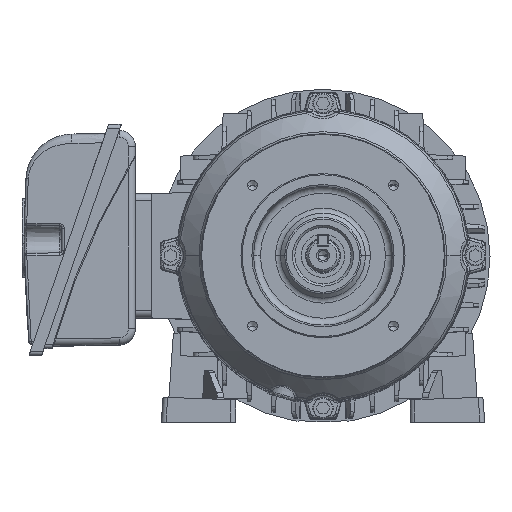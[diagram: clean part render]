
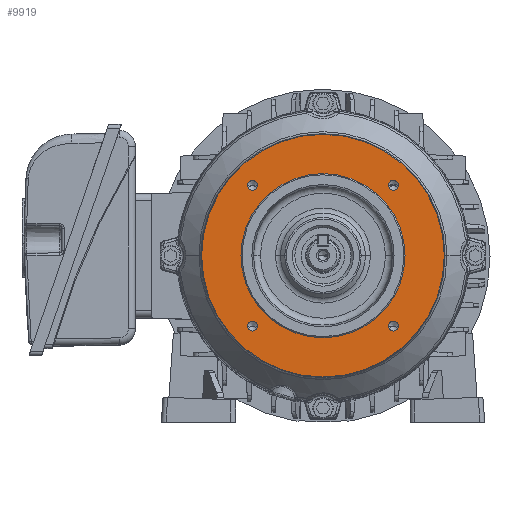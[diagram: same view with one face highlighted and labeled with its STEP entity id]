
A CAD part, top view. The second image highlights one B-rep face of the part: STEP entity #9919.
In plain terms, the highlighted face is planar.
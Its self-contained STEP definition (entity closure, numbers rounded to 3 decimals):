
#171 = DIRECTION ( 'NONE',  ( -1., 0., 0. ) ) ;
#224 = VERTEX_POINT ( 'NONE', #34026 ) ;
#650 = CARTESIAN_POINT ( 'NONE',  ( 3.5, 30.052, -30.052 ) ) ;
#854 = CARTESIAN_POINT ( 'NONE',  ( 3.5, -30.052, 30.052 ) ) ;
#3344 = ORIENTED_EDGE ( 'NONE', *, *, #21030, .T. ) ;
#5800 = AXIS2_PLACEMENT_3D ( 'NONE', #650, #171, #44025 ) ;
#5818 = DIRECTION ( 'NONE',  ( 1., 0., 0. ) ) ;
#7052 = AXIS2_PLACEMENT_3D ( 'NONE', #65857, #54724, #55186 ) ;
#7104 = EDGE_LOOP ( 'NONE', ( #3344, #37508 ) ) ;
#7426 = AXIS2_PLACEMENT_3D ( 'NONE', #45138, #12469, #29641 ) ;
#7541 = DIRECTION ( 'NONE',  ( 0., 0., -1. ) ) ;
#7749 = FACE_BOUND ( 'NONE', #10066, .T. ) ;
#7975 = PLANE ( 'NONE',  #17324 ) ;
#8306 = CARTESIAN_POINT ( 'NONE',  ( 3.5, -30.052, -30.052 ) ) ;
#8414 = ORIENTED_EDGE ( 'NONE', *, *, #43985, .F. ) ;
#8445 = DIRECTION ( 'NONE',  ( 0., 0., -1. ) ) ;
#8713 = EDGE_CURVE ( 'NONE', #14591, #45544, #69916, .T. ) ;
#9919 = ADVANCED_FACE ( 'NONE', ( #43583, #52049, #17114, #7749, #66446, #23967 ), #7975, .F. ) ;
#10066 = EDGE_LOOP ( 'NONE', ( #29951, #34931 ) ) ;
#11110 = CARTESIAN_POINT ( 'NONE',  ( 3.5, 0., -51.767 ) ) ;
#12374 = ORIENTED_EDGE ( 'NONE', *, *, #12425, .F. ) ;
#12425 = EDGE_CURVE ( 'NONE', #34875, #28329, #54424, .T. ) ;
#12469 = DIRECTION ( 'NONE',  ( -1., 0., 0. ) ) ;
#12750 = CARTESIAN_POINT ( 'NONE',  ( 3.5, 30.052, -30.052 ) ) ;
#14591 = VERTEX_POINT ( 'NONE', #24007 ) ;
#14791 = EDGE_LOOP ( 'NONE', ( #22832, #56042 ) ) ;
#15162 = DIRECTION ( 'NONE',  ( 0., 0., 1. ) ) ;
#15412 = AXIS2_PLACEMENT_3D ( 'NONE', #55699, #27903, #23111 ) ;
#15469 = AXIS2_PLACEMENT_3D ( 'NONE', #27333, #65371, #32817 ) ;
#16949 = VERTEX_POINT ( 'NONE', #62826 ) ;
#17114 = FACE_BOUND ( 'NONE', #18773, .T. ) ;
#17324 = AXIS2_PLACEMENT_3D ( 'NONE', #19386, #56766, #8445 ) ;
#18773 = EDGE_LOOP ( 'NONE', ( #63753, #8414 ) ) ;
#19386 = CARTESIAN_POINT ( 'NONE',  ( 3.5, 35., 0. ) ) ;
#19860 = CARTESIAN_POINT ( 'NONE',  ( 3.5, -30.052, 27.952 ) ) ;
#21030 = EDGE_CURVE ( 'NONE', #53201, #29673, #37747, .T. ) ;
#21080 = CARTESIAN_POINT ( 'NONE',  ( 3.5, -30.052, -32.152 ) ) ;
#21650 = CIRCLE ( 'NONE', #52646, 2.1 ) ;
#22334 = DIRECTION ( 'NONE',  ( 0., 0., 1. ) ) ;
#22832 = ORIENTED_EDGE ( 'NONE', *, *, #31638, .T. ) ;
#23111 = DIRECTION ( 'NONE',  ( 0., 0., 1. ) ) ;
#23383 = AXIS2_PLACEMENT_3D ( 'NONE', #12750, #56310, #66988 ) ;
#23967 = FACE_BOUND ( 'NONE', #14791, .T. ) ;
#24007 = CARTESIAN_POINT ( 'NONE',  ( 3.5, 0., 35. ) ) ;
#24253 = CARTESIAN_POINT ( 'NONE',  ( 3.5, -30.052, -30.052 ) ) ;
#24275 = DIRECTION ( 'NONE',  ( -1., 0., 0. ) ) ;
#24835 = DIRECTION ( 'NONE',  ( -1., 0., 0. ) ) ;
#25172 = EDGE_CURVE ( 'NONE', #29673, #53201, #63765, .T. ) ;
#25212 = CARTESIAN_POINT ( 'NONE',  ( 3.5, -30.052, -27.952 ) ) ;
#25525 = CARTESIAN_POINT ( 'NONE',  ( 3.5, -30.052, 30.052 ) ) ;
#25981 = EDGE_CURVE ( 'NONE', #16949, #224, #56895, .T. ) ;
#27333 = CARTESIAN_POINT ( 'NONE',  ( 3.5, 30.052, 30.052 ) ) ;
#27903 = DIRECTION ( 'NONE',  ( -1., 0., 0. ) ) ;
#28150 = CARTESIAN_POINT ( 'NONE',  ( 3.5, 0., 51.767 ) ) ;
#28329 = VERTEX_POINT ( 'NONE', #41806 ) ;
#29641 = DIRECTION ( 'NONE',  ( 0., 0., -1. ) ) ;
#29673 = VERTEX_POINT ( 'NONE', #28150 ) ;
#29951 = ORIENTED_EDGE ( 'NONE', *, *, #40989, .F. ) ;
#30765 = DIRECTION ( 'NONE',  ( 0., 0., 1. ) ) ;
#31638 = EDGE_CURVE ( 'NONE', #45544, #14591, #61687, .T. ) ;
#32817 = DIRECTION ( 'NONE',  ( 0., 0., 1. ) ) ;
#32983 = CARTESIAN_POINT ( 'NONE',  ( 3.5, 0., 0. ) ) ;
#34026 = CARTESIAN_POINT ( 'NONE',  ( 3.5, 30.052, 27.952 ) ) ;
#34875 = VERTEX_POINT ( 'NONE', #49767 ) ;
#34931 = ORIENTED_EDGE ( 'NONE', *, *, #65376, .F. ) ;
#35211 = DIRECTION ( 'NONE',  ( -1., 0., 0. ) ) ;
#35506 = AXIS2_PLACEMENT_3D ( 'NONE', #35662, #52070, #7541 ) ;
#35662 = CARTESIAN_POINT ( 'NONE',  ( 3.5, 0., 0. ) ) ;
#36765 = CIRCLE ( 'NONE', #52233, 2.1 ) ;
#37508 = ORIENTED_EDGE ( 'NONE', *, *, #25172, .T. ) ;
#37747 = CIRCLE ( 'NONE', #7426, 51.767 ) ;
#38780 = DIRECTION ( 'NONE',  ( -1., 0., 0. ) ) ;
#39227 = VERTEX_POINT ( 'NONE', #64025 ) ;
#39859 = EDGE_CURVE ( 'NONE', #39227, #58187, #21650, .T. ) ;
#40989 = EDGE_CURVE ( 'NONE', #44589, #63013, #66732, .T. ) ;
#41806 = CARTESIAN_POINT ( 'NONE',  ( 3.5, 30.052, -27.952 ) ) ;
#43583 = FACE_BOUND ( 'NONE', #45902, .T. ) ;
#43938 = DIRECTION ( 'NONE',  ( 0., 0., -1. ) ) ;
#43985 = EDGE_CURVE ( 'NONE', #58187, #39227, #47729, .T. ) ;
#44025 = DIRECTION ( 'NONE',  ( 0., 0., 1. ) ) ;
#44589 = VERTEX_POINT ( 'NONE', #25212 ) ;
#44627 = EDGE_CURVE ( 'NONE', #224, #16949, #45179, .T. ) ;
#44985 = EDGE_LOOP ( 'NONE', ( #65532, #57951 ) ) ;
#45138 = CARTESIAN_POINT ( 'NONE',  ( 3.5, 0., 0. ) ) ;
#45170 = CARTESIAN_POINT ( 'NONE',  ( 3.5, 0., -35. ) ) ;
#45179 = CIRCLE ( 'NONE', #15469, 2.1 ) ;
#45544 = VERTEX_POINT ( 'NONE', #45170 ) ;
#45902 = EDGE_LOOP ( 'NONE', ( #63568, #12374 ) ) ;
#47729 = CIRCLE ( 'NONE', #51493, 2.1 ) ;
#49767 = CARTESIAN_POINT ( 'NONE',  ( 3.5, 30.052, -32.152 ) ) ;
#51493 = AXIS2_PLACEMENT_3D ( 'NONE', #25525, #24835, #30765 ) ;
#52049 = FACE_BOUND ( 'NONE', #44985, .T. ) ;
#52070 = DIRECTION ( 'NONE',  ( -1., 0., 0. ) ) ;
#52233 = AXIS2_PLACEMENT_3D ( 'NONE', #8306, #24275, #68011 ) ;
#52646 = AXIS2_PLACEMENT_3D ( 'NONE', #854, #38780, #22334 ) ;
#53201 = VERTEX_POINT ( 'NONE', #11110 ) ;
#54424 = CIRCLE ( 'NONE', #23383, 2.1 ) ;
#54724 = DIRECTION ( 'NONE',  ( 1., 0., 0. ) ) ;
#55186 = DIRECTION ( 'NONE',  ( 0., 0., -1. ) ) ;
#55699 = CARTESIAN_POINT ( 'NONE',  ( 3.5, 30.052, 30.052 ) ) ;
#56042 = ORIENTED_EDGE ( 'NONE', *, *, #8713, .T. ) ;
#56310 = DIRECTION ( 'NONE',  ( -1., 0., 0. ) ) ;
#56766 = DIRECTION ( 'NONE',  ( 1., 0., 0. ) ) ;
#56895 = CIRCLE ( 'NONE', #15412, 2.1 ) ;
#56924 = AXIS2_PLACEMENT_3D ( 'NONE', #32983, #5818, #43938 ) ;
#57951 = ORIENTED_EDGE ( 'NONE', *, *, #44627, .F. ) ;
#58187 = VERTEX_POINT ( 'NONE', #19860 ) ;
#59856 = EDGE_CURVE ( 'NONE', #28329, #34875, #65382, .T. ) ;
#61379 = AXIS2_PLACEMENT_3D ( 'NONE', #24253, #35211, #15162 ) ;
#61687 = CIRCLE ( 'NONE', #7052, 35. ) ;
#62826 = CARTESIAN_POINT ( 'NONE',  ( 3.5, 30.052, 32.152 ) ) ;
#63013 = VERTEX_POINT ( 'NONE', #21080 ) ;
#63568 = ORIENTED_EDGE ( 'NONE', *, *, #59856, .F. ) ;
#63753 = ORIENTED_EDGE ( 'NONE', *, *, #39859, .F. ) ;
#63765 = CIRCLE ( 'NONE', #35506, 51.767 ) ;
#64025 = CARTESIAN_POINT ( 'NONE',  ( 3.5, -30.052, 32.152 ) ) ;
#65371 = DIRECTION ( 'NONE',  ( -1., 0., 0. ) ) ;
#65376 = EDGE_CURVE ( 'NONE', #63013, #44589, #36765, .T. ) ;
#65382 = CIRCLE ( 'NONE', #5800, 2.1 ) ;
#65532 = ORIENTED_EDGE ( 'NONE', *, *, #25981, .F. ) ;
#65857 = CARTESIAN_POINT ( 'NONE',  ( 3.5, 0., 0. ) ) ;
#66446 = FACE_OUTER_BOUND ( 'NONE', #7104, .T. ) ;
#66732 = CIRCLE ( 'NONE', #61379, 2.1 ) ;
#66988 = DIRECTION ( 'NONE',  ( 0., 0., 1. ) ) ;
#68011 = DIRECTION ( 'NONE',  ( 0., 0., 1. ) ) ;
#69916 = CIRCLE ( 'NONE', #56924, 35. ) ;
